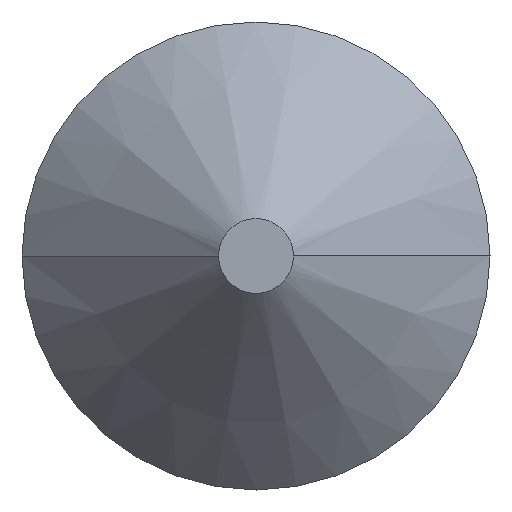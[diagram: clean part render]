
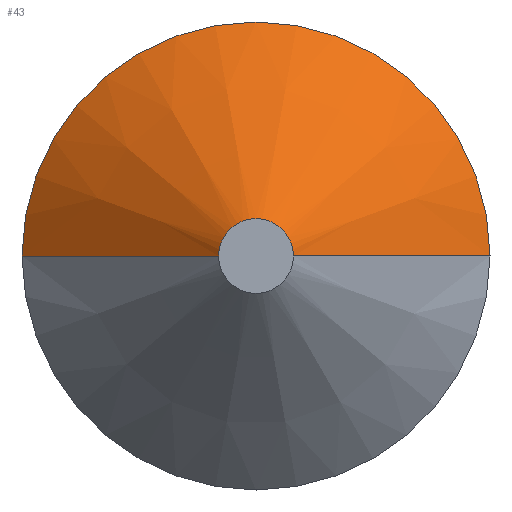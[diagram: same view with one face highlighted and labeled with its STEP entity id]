
A CAD part, front view. The second image highlights one B-rep face of the part: STEP entity #43.
In plain terms, the highlighted conical face has half-angle 45 degrees and reference radius 1.016 mm.
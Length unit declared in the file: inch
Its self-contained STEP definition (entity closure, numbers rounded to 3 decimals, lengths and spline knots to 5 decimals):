
#3 = VECTOR ( 'NONE', #286, 39.37008 ) ;
#14 = CARTESIAN_POINT ( 'NONE',  ( 0., 0.21, 0. ) ) ;
#20 = AXIS2_PLACEMENT_3D ( 'NONE', #14, #38, #227 ) ;
#23 = DIRECTION ( 'NONE',  ( 1., 0., 0. ) ) ;
#35 = ORIENTED_EDGE ( 'NONE', *, *, #69, .F. ) ;
#38 = DIRECTION ( 'NONE',  ( 0., -1., 0. ) ) ;
#43 = ADVANCED_FACE ( 'NONE', ( #98 ), #299, .T. ) ;
#53 = AXIS2_PLACEMENT_3D ( 'NONE', #95, #74, #23 ) ;
#55 = EDGE_CURVE ( 'NONE', #222, #152, #72, .T. ) ;
#69 = EDGE_CURVE ( 'NONE', #152, #277, #207, .T. ) ;
#72 = CIRCLE ( 'NONE', #53, 0.04 ) ;
#74 = DIRECTION ( 'NONE',  ( 0., -1., 0. ) ) ;
#78 = CARTESIAN_POINT ( 'NONE',  ( -0.04, 0., 0. ) ) ;
#83 = CARTESIAN_POINT ( 'NONE',  ( -0.25, 0.21, 0. ) ) ;
#85 = ORIENTED_EDGE ( 'NONE', *, *, #301, .T. ) ;
#95 = CARTESIAN_POINT ( 'NONE',  ( 0., 0., 0. ) ) ;
#98 = FACE_OUTER_BOUND ( 'NONE', #271, .T. ) ;
#121 = AXIS2_PLACEMENT_3D ( 'NONE', #229, #211, #186 ) ;
#148 = DIRECTION ( 'NONE',  ( 0.707, 0.707, 0. ) ) ;
#152 = VERTEX_POINT ( 'NONE', #78 ) ;
#157 = VERTEX_POINT ( 'NONE', #165 ) ;
#159 = VECTOR ( 'NONE', #148, 39.37008 ) ;
#165 = CARTESIAN_POINT ( 'NONE',  ( 0.25, 0.21, 0. ) ) ;
#181 = EDGE_CURVE ( 'NONE', #222, #157, #194, .T. ) ;
#186 = DIRECTION ( 'NONE',  ( -1., 0., 0. ) ) ;
#194 = LINE ( 'NONE', #241, #159 ) ;
#202 = ORIENTED_EDGE ( 'NONE', *, *, #55, .F. ) ;
#207 = LINE ( 'NONE', #235, #3 ) ;
#211 = DIRECTION ( 'NONE',  ( 0., 1., 0. ) ) ;
#221 = CIRCLE ( 'NONE', #20, 0.25 ) ;
#222 = VERTEX_POINT ( 'NONE', #238 ) ;
#227 = DIRECTION ( 'NONE',  ( 1., 0., 0. ) ) ;
#229 = CARTESIAN_POINT ( 'NONE',  ( 0., 0., 0. ) ) ;
#235 = CARTESIAN_POINT ( 'NONE',  ( -0.04, 0., 0. ) ) ;
#238 = CARTESIAN_POINT ( 'NONE',  ( 0.04, 0., 0. ) ) ;
#241 = CARTESIAN_POINT ( 'NONE',  ( 0.04, 0., 0. ) ) ;
#271 = EDGE_LOOP ( 'NONE', ( #202, #302, #85, #35 ) ) ;
#277 = VERTEX_POINT ( 'NONE', #83 ) ;
#286 = DIRECTION ( 'NONE',  ( -0.707, 0.707, 0. ) ) ;
#299 = CONICAL_SURFACE ( 'NONE', #121, 0.04, 0.785 ) ;
#301 = EDGE_CURVE ( 'NONE', #157, #277, #221, .T. ) ;
#302 = ORIENTED_EDGE ( 'NONE', *, *, #181, .T. ) ;
